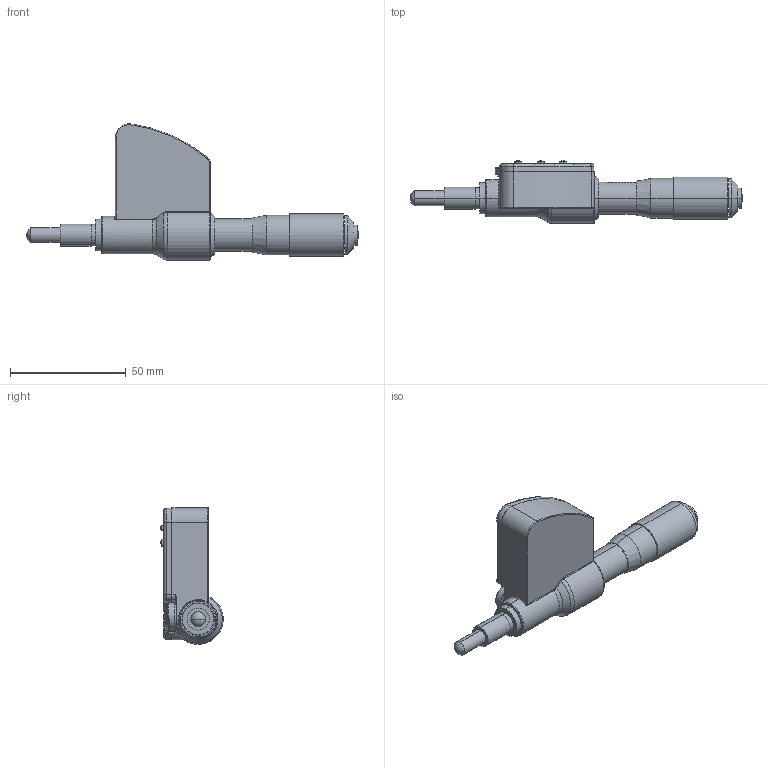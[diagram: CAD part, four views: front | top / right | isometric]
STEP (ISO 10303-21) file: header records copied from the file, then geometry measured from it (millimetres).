
FILE_DESCRIPTION (( 'STEP AP214' ), '1' );
FILE_NAME ('2774-E0W.step', '2007-11-06T23:47:57', ( ' ' ), ( ' ' ), 'SwSTEP 2.0', 'SolidWorks 2007', '' );
FILE_SCHEMA (( 'AUTOMOTIVE_DESIGN' ));
Length unit declared in the file: inch
Products named in the file (1): 2774-E0W
Bounding box: 143.27 x 26.99 x 58.93 mm (x, y, z)
Volume: 58175.5 mm3; surface area: 21587.1 mm2
Topology: 14 solids, 14 shells, 1125 faces, 3013 edges, 1979 vertices
Faces by surface type: plane 597, bspline 345, cylinder 121, torus 38, sphere 18, cone 6
Entity records: 63577 total; most frequent: CARTESIAN_POINT 23032, ORIENTED_EDGE 5986, DIRECTION 4173, EDGE_CURVE 2993, VERTEX_POINT 1971, VECTOR 1645, LINE 1645, AXIS2_PLACEMENT_3D 1264
